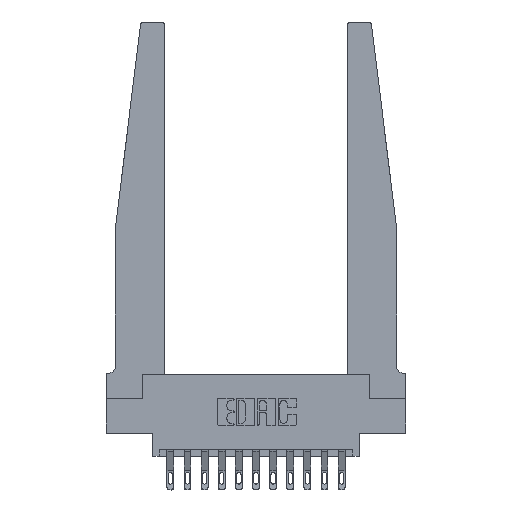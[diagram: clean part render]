
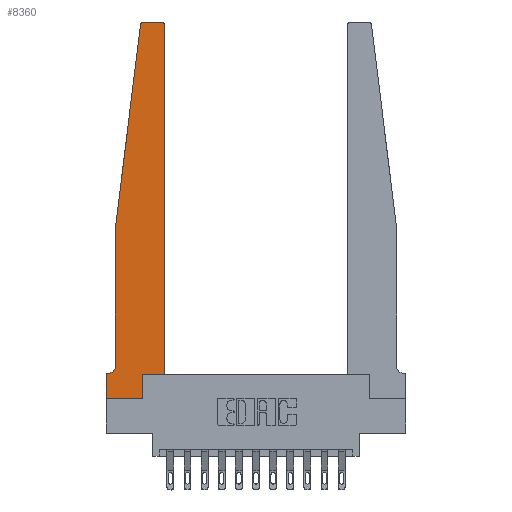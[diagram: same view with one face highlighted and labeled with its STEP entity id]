
A CAD part, top view. The second image highlights one B-rep face of the part: STEP entity #8360.
In plain terms, the highlighted planar face has unit normal (0, 0, 1).
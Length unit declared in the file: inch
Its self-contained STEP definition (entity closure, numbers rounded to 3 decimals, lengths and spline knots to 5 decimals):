
#111 = CIRCLE ( 'NONE', #13609, 0.03 ) ;
#138 = VERTEX_POINT ( 'NONE', #9032 ) ;
#230 = ORIENTED_EDGE ( 'NONE', *, *, #7914, .T. ) ;
#378 = DIRECTION ( 'NONE',  ( -0.122, -0.992, 0. ) ) ;
#415 = EDGE_CURVE ( 'NONE', #138, #14199, #16084, .T. ) ;
#659 = VECTOR ( 'NONE', #1356, 39.37008 ) ;
#812 = AXIS2_PLACEMENT_3D ( 'NONE', #8917, #1226, #10229 ) ;
#1005 = DIRECTION ( 'NONE',  ( -1., 0., 0. ) ) ;
#1042 = LINE ( 'NONE', #2645, #659 ) ;
#1067 = DIRECTION ( 'NONE',  ( 0., 0., 1. ) ) ;
#1087 = CARTESIAN_POINT ( 'NONE',  ( 0.2605, 0.18, 0.37 ) ) ;
#1226 = DIRECTION ( 'NONE',  ( 0., 0., -1. ) ) ;
#1356 = DIRECTION ( 'NONE',  ( 0., -1., 0. ) ) ;
#1509 = VERTEX_POINT ( 'NONE', #4979 ) ;
#1618 = EDGE_CURVE ( 'NONE', #2834, #138, #1042, .T. ) ;
#1814 = CARTESIAN_POINT ( 'NONE',  ( 0.065, 0.2375, 0.37 ) ) ;
#1860 = VECTOR ( 'NONE', #2422, 39.37008 ) ;
#1902 = ORIENTED_EDGE ( 'NONE', *, *, #1618, .T. ) ;
#2361 = DIRECTION ( 'NONE',  ( 1., 0., 0. ) ) ;
#2422 = DIRECTION ( 'NONE',  ( 0., 1., 0. ) ) ;
#2508 = EDGE_CURVE ( 'NONE', #16190, #11738, #9033, .T. ) ;
#2645 = CARTESIAN_POINT ( 'NONE',  ( 0., 0., 0.37 ) ) ;
#2834 = VERTEX_POINT ( 'NONE', #2885 ) ;
#2855 = VERTEX_POINT ( 'NONE', #8040 ) ;
#2885 = CARTESIAN_POINT ( 'NONE',  ( 0., 0.1875, 0.37 ) ) ;
#3566 = LINE ( 'NONE', #14650, #10033 ) ;
#3697 = CARTESIAN_POINT ( 'NONE',  ( 0.015, 0.1875, 0.37 ) ) ;
#3906 = VERTEX_POINT ( 'NONE', #3697 ) ;
#4033 = VECTOR ( 'NONE', #14906, 39.37008 ) ;
#4203 = LINE ( 'NONE', #15787, #8046 ) ;
#4577 = CARTESIAN_POINT ( 'NONE',  ( 0.2605, 0.18, 0.37 ) ) ;
#4633 = FACE_OUTER_BOUND ( 'NONE', #8579, .T. ) ;
#4814 = LINE ( 'NONE', #10145, #1860 ) ;
#4979 = CARTESIAN_POINT ( 'NONE',  ( 0.395, 2.75, 0.37 ) ) ;
#5291 = ORIENTED_EDGE ( 'NONE', *, *, #2508, .T. ) ;
#5416 = VERTEX_POINT ( 'NONE', #6174 ) ;
#5744 = VERTEX_POINT ( 'NONE', #1814 ) ;
#5750 = DIRECTION ( 'NONE',  ( 1., 0., 0. ) ) ;
#5975 = ORIENTED_EDGE ( 'NONE', *, *, #13113, .T. ) ;
#6033 = DIRECTION ( 'NONE',  ( 0., 0., 1. ) ) ;
#6174 = CARTESIAN_POINT ( 'NONE',  ( 0.425, 2.72, 0.37 ) ) ;
#6497 = VECTOR ( 'NONE', #1005, 39.37008 ) ;
#6733 = CARTESIAN_POINT ( 'NONE',  ( 0., 0., 0.37 ) ) ;
#7379 = DIRECTION ( 'NONE',  ( 0., 0., 1. ) ) ;
#7446 = PLANE ( 'NONE',  #13193 ) ;
#7464 = LINE ( 'NONE', #4577, #4033 ) ;
#7743 = EDGE_CURVE ( 'NONE', #9489, #10388, #13748, .T. ) ;
#7792 = DIRECTION ( 'NONE',  ( -1., 0., 0. ) ) ;
#7914 = EDGE_CURVE ( 'NONE', #3906, #2834, #14739, .T. ) ;
#8040 = CARTESIAN_POINT ( 'NONE',  ( 0.065, 1.25, 0.37 ) ) ;
#8046 = VECTOR ( 'NONE', #378, 39.37008 ) ;
#8177 = CARTESIAN_POINT ( 'NONE',  ( 0.425, 0.18, 0.37 ) ) ;
#8196 = DIRECTION ( 'NONE',  ( 0., -1., 0. ) ) ;
#8224 = EDGE_CURVE ( 'NONE', #14199, #9489, #7464, .T. ) ;
#8360 = ADVANCED_FACE ( 'NONE', ( #4633 ), #7446, .T. ) ;
#8445 = EDGE_CURVE ( 'NONE', #5744, #3906, #13754, .T. ) ;
#8544 = ORIENTED_EDGE ( 'NONE', *, *, #15479, .T. ) ;
#8579 = EDGE_LOOP ( 'NONE', ( #8544, #5291, #16106, #5975, #16430, #230, #1902, #14933, #12722, #8761, #8924, #15543 ) ) ;
#8761 = ORIENTED_EDGE ( 'NONE', *, *, #7743, .T. ) ;
#8917 = CARTESIAN_POINT ( 'NONE',  ( 0.015, 0.2375, 0.37 ) ) ;
#8924 = ORIENTED_EDGE ( 'NONE', *, *, #11075, .T. ) ;
#9032 = CARTESIAN_POINT ( 'NONE',  ( 0., 0., 0.37 ) ) ;
#9033 = CIRCLE ( 'NONE', #13726, 0.03 ) ;
#9043 = CARTESIAN_POINT ( 'NONE',  ( 0.065, 0.1875, 0.37 ) ) ;
#9489 = VERTEX_POINT ( 'NONE', #1087 ) ;
#9964 = LINE ( 'NONE', #13848, #6497 ) ;
#10033 = VECTOR ( 'NONE', #8196, 39.37008 ) ;
#10064 = DIRECTION ( 'NONE',  ( 1., 0., 0. ) ) ;
#10145 = CARTESIAN_POINT ( 'NONE',  ( 0.425, 0.18, 0.37 ) ) ;
#10229 = DIRECTION ( 'NONE',  ( -1., 0., 0. ) ) ;
#10388 = VERTEX_POINT ( 'NONE', #8177 ) ;
#10508 = CARTESIAN_POINT ( 'NONE',  ( 0.24675, 2.72367, 0.37 ) ) ;
#11075 = EDGE_CURVE ( 'NONE', #10388, #5416, #4814, .T. ) ;
#11137 = VECTOR ( 'NONE', #7792, 39.37008 ) ;
#11368 = EDGE_CURVE ( 'NONE', #11738, #2855, #4203, .T. ) ;
#11558 = CARTESIAN_POINT ( 'NONE',  ( 0.2605, 0., 0.37 ) ) ;
#11738 = VERTEX_POINT ( 'NONE', #10508 ) ;
#12704 = VECTOR ( 'NONE', #5750, 39.37008 ) ;
#12722 = ORIENTED_EDGE ( 'NONE', *, *, #8224, .T. ) ;
#13113 = EDGE_CURVE ( 'NONE', #2855, #5744, #3566, .T. ) ;
#13193 = AXIS2_PLACEMENT_3D ( 'NONE', #16435, #1067, #10064 ) ;
#13609 = AXIS2_PLACEMENT_3D ( 'NONE', #15097, #7379, #16373 ) ;
#13726 = AXIS2_PLACEMENT_3D ( 'NONE', #13792, #6033, #15042 ) ;
#13748 = LINE ( 'NONE', #16453, #16306 ) ;
#13754 = CIRCLE ( 'NONE', #812, 0.05 ) ;
#13792 = CARTESIAN_POINT ( 'NONE',  ( 0.27653, 2.72, 0.37 ) ) ;
#13848 = CARTESIAN_POINT ( 'NONE',  ( 0.25, 2.75, 0.37 ) ) ;
#14194 = CARTESIAN_POINT ( 'NONE',  ( 0.27653, 2.75, 0.37 ) ) ;
#14199 = VERTEX_POINT ( 'NONE', #11558 ) ;
#14650 = CARTESIAN_POINT ( 'NONE',  ( 0.065, 1.25, 0.37 ) ) ;
#14739 = LINE ( 'NONE', #9043, #11137 ) ;
#14906 = DIRECTION ( 'NONE',  ( 0., 1., 0. ) ) ;
#14933 = ORIENTED_EDGE ( 'NONE', *, *, #415, .T. ) ;
#15042 = DIRECTION ( 'NONE',  ( 1., 0., 0. ) ) ;
#15097 = CARTESIAN_POINT ( 'NONE',  ( 0.395, 2.72, 0.37 ) ) ;
#15458 = EDGE_CURVE ( 'NONE', #5416, #1509, #111, .T. ) ;
#15479 = EDGE_CURVE ( 'NONE', #1509, #16190, #9964, .T. ) ;
#15543 = ORIENTED_EDGE ( 'NONE', *, *, #15458, .T. ) ;
#15787 = CARTESIAN_POINT ( 'NONE',  ( 0.065, 1.25, 0.37 ) ) ;
#16084 = LINE ( 'NONE', #6733, #12704 ) ;
#16106 = ORIENTED_EDGE ( 'NONE', *, *, #11368, .T. ) ;
#16190 = VERTEX_POINT ( 'NONE', #14194 ) ;
#16306 = VECTOR ( 'NONE', #2361, 39.37008 ) ;
#16373 = DIRECTION ( 'NONE',  ( 1., 0., 0. ) ) ;
#16430 = ORIENTED_EDGE ( 'NONE', *, *, #8445, .T. ) ;
#16435 = CARTESIAN_POINT ( 'NONE',  ( 0., 0.1875, 0.37 ) ) ;
#16453 = CARTESIAN_POINT ( 'NONE',  ( 0.425, 0.18, 0.37 ) ) ;
